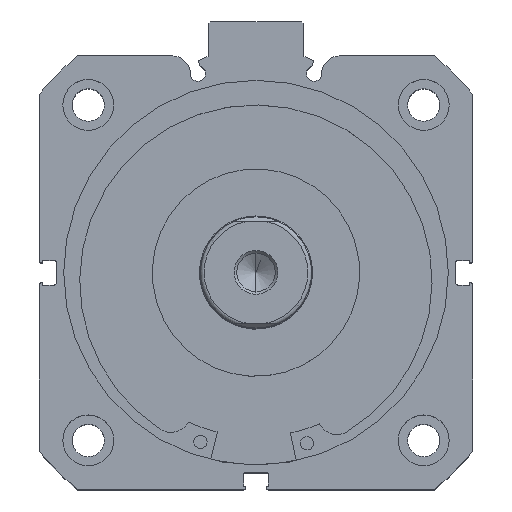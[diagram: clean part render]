
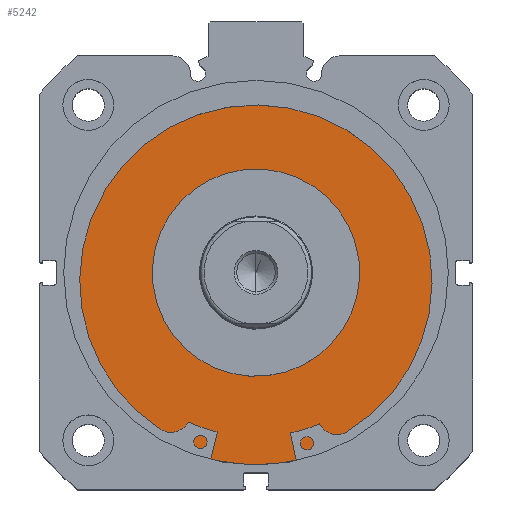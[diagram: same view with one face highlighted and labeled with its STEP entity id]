
A CAD part, top view. The second image highlights one B-rep face of the part: STEP entity #5242.
In plain terms, the highlighted face is planar.
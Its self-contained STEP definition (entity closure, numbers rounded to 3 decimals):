
#418 = EDGE_CURVE ( 'NONE', #4796, #4794, #2406, .T. ) ;
#419 = EDGE_CURVE ( 'NONE', #4826, #4829, #2407, .T. ) ;
#427 = EDGE_CURVE ( 'NONE', #4829, #4826, #2418, .T. ) ;
#435 = EDGE_CURVE ( 'NONE', #4794, #4796, #2427, .T. ) ;
#630 = AXIS2_PLACEMENT_3D ( 'NONE', #6903, #6902, #6901 ) ;
#641 = AXIS2_PLACEMENT_3D ( 'NONE', #6900, #6898, #6897 ) ;
#642 = AXIS2_PLACEMENT_3D ( 'NONE', #6854, #6853, #6852 ) ;
#645 = AXIS2_PLACEMENT_3D ( 'NONE', #6890, #6877, #6876 ) ;
#772 = AXIS2_PLACEMENT_3D ( 'NONE', #3132, #3133, #3134 ) ;
#1587 = EDGE_LOOP ( 'NONE', ( #5846, #5538 ) ) ;
#1588 = EDGE_LOOP ( 'NONE', ( #5537, #5507 ) ) ;
#2406 = CIRCLE ( 'NONE', #630, 51. ) ;
#2407 = CIRCLE ( 'NONE', #641, 27.5 ) ;
#2418 = CIRCLE ( 'NONE', #645, 27.5 ) ;
#2427 = CIRCLE ( 'NONE', #642, 51. ) ;
#2695 = FACE_BOUND ( 'NONE', #1587, .T. ) ;
#2701 = FACE_OUTER_BOUND ( 'NONE', #1588, .T. ) ;
#3131 = PLANE ( 'NONE',  #772 ) ;
#3132 = CARTESIAN_POINT ( 'NONE',  ( 5.5, 51., 0. ) ) ;
#3133 = DIRECTION ( 'NONE',  ( 1., 0., 0. ) ) ;
#3134 = DIRECTION ( 'NONE',  ( 0., 0., -1. ) ) ;
#4794 = VERTEX_POINT ( 'NONE', #6576 ) ;
#4796 = VERTEX_POINT ( 'NONE', #6567 ) ;
#4826 = VERTEX_POINT ( 'NONE', #6554 ) ;
#4829 = VERTEX_POINT ( 'NONE', #6553 ) ;
#5242 = ADVANCED_FACE ( 'NONE', ( #2695, #2701 ), #3131, .F. ) ;
#5507 = ORIENTED_EDGE ( 'NONE', *, *, #418, .T. ) ;
#5537 = ORIENTED_EDGE ( 'NONE', *, *, #435, .T. ) ;
#5538 = ORIENTED_EDGE ( 'NONE', *, *, #419, .F. ) ;
#5846 = ORIENTED_EDGE ( 'NONE', *, *, #427, .F. ) ;
#6553 = CARTESIAN_POINT ( 'NONE',  ( 5.5, 0., 27.5 ) ) ;
#6554 = CARTESIAN_POINT ( 'NONE',  ( 5.5, 0., -27.5 ) ) ;
#6567 = CARTESIAN_POINT ( 'NONE',  ( 5.5, 0., -51. ) ) ;
#6576 = CARTESIAN_POINT ( 'NONE',  ( 5.5, 0., 51. ) ) ;
#6852 = DIRECTION ( 'NONE',  ( 0., 0., 1. ) ) ;
#6853 = DIRECTION ( 'NONE',  ( -1., 0., 0. ) ) ;
#6854 = CARTESIAN_POINT ( 'NONE',  ( 5.5, 0., 0. ) ) ;
#6876 = DIRECTION ( 'NONE',  ( 0., 0., 1. ) ) ;
#6877 = DIRECTION ( 'NONE',  ( -1., 0., 0. ) ) ;
#6890 = CARTESIAN_POINT ( 'NONE',  ( 5.5, 0., 0. ) ) ;
#6897 = DIRECTION ( 'NONE',  ( 0., 0., 1. ) ) ;
#6898 = DIRECTION ( 'NONE',  ( -1., 0., 0. ) ) ;
#6900 = CARTESIAN_POINT ( 'NONE',  ( 5.5, 0., 0. ) ) ;
#6901 = DIRECTION ( 'NONE',  ( 0., 0., 1. ) ) ;
#6902 = DIRECTION ( 'NONE',  ( -1., 0., 0. ) ) ;
#6903 = CARTESIAN_POINT ( 'NONE',  ( 5.5, 0., 0. ) ) ;
